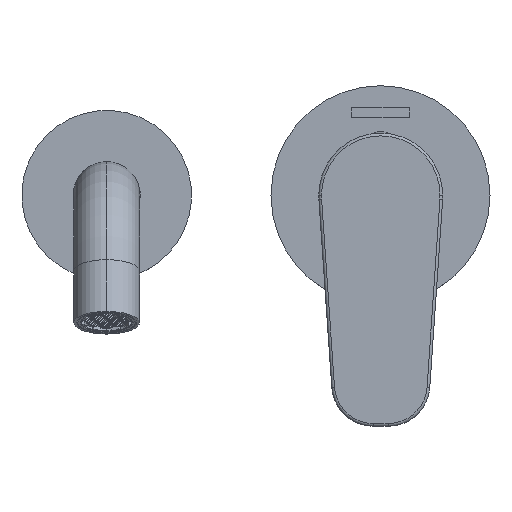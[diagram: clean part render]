
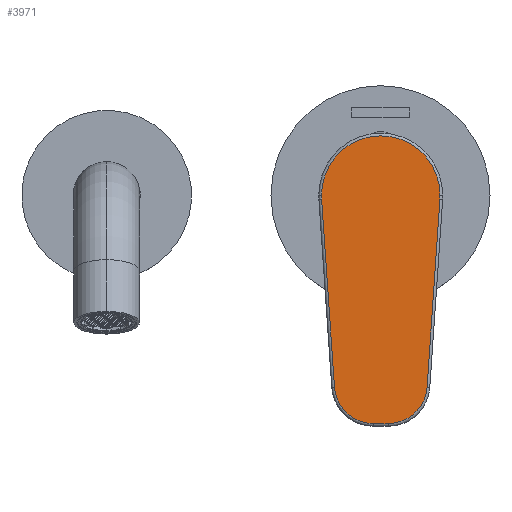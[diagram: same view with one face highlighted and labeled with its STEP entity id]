
A CAD part, top view. The second image highlights one B-rep face of the part: STEP entity #3971.
In plain terms, the highlighted planar face has unit normal (0, 0, 1).
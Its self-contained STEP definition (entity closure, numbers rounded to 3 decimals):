
#451 = CARTESIAN_POINT ( 'NONE',  ( -50.473, -73.973, 112.2 ) ) ;
#533 = CARTESIAN_POINT ( 'NONE',  ( -30.835, -87.202, 112.2 ) ) ;
#1525 = CARTESIAN_POINT ( 'NONE',  ( -11.941, -3.764, 112.2 ) ) ;
#1638 = LINE ( 'NONE', #533, #17832 ) ;
#1837 = EDGE_CURVE ( 'NONE', #11932, #8540, #7695, .T. ) ;
#2060 = AXIS2_PLACEMENT_3D ( 'NONE', #5915, #28623, #31768 ) ;
#2448 = AXIS2_PLACEMENT_3D ( 'NONE', #36231, #13142, #25130 ) ;
#2551 = CARTESIAN_POINT ( 'NONE',  ( -33.57, -3.764, 112.2 ) ) ;
#2621 = CIRCLE ( 'NONE', #16926, 21.629 ) ;
#2733 = CARTESIAN_POINT ( 'NONE',  ( -55.2, -3.764, 112.2 ) ) ;
#2878 = VECTOR ( 'NONE', #15798, 1000. ) ;
#3125 = AXIS2_PLACEMENT_3D ( 'NONE', #29232, #12178, #23624 ) ;
#3971 = ADVANCED_FACE ( 'NONE', ( #25992 ), #4604, .T. ) ;
#4604 = PLANE ( 'NONE',  #2448 ) ;
#4723 = AXIS2_PLACEMENT_3D ( 'NONE', #11773, #23227, #31982 ) ;
#5048 = DIRECTION ( 'NONE',  ( 1., 0., 0. ) ) ;
#5473 = EDGE_CURVE ( 'NONE', #21488, #16360, #2621, .T. ) ;
#5620 = ORIENTED_EDGE ( 'NONE', *, *, #32124, .T. ) ;
#5685 = ORIENTED_EDGE ( 'NONE', *, *, #5473, .T. ) ;
#5720 = ORIENTED_EDGE ( 'NONE', *, *, #31631, .T. ) ;
#5915 = CARTESIAN_POINT ( 'NONE',  ( -33.57, -3.764, 112.2 ) ) ;
#6102 = ORIENTED_EDGE ( 'NONE', *, *, #17340, .T. ) ;
#6181 = VERTEX_POINT ( 'NONE', #34640 ) ;
#6531 = ORIENTED_EDGE ( 'NONE', *, *, #25184, .T. ) ;
#6535 = CIRCLE ( 'NONE', #2060, 21.629 ) ;
#7406 = ORIENTED_EDGE ( 'NONE', *, *, #20854, .T. ) ;
#7667 = EDGE_CURVE ( 'NONE', #16360, #19878, #6535, .T. ) ;
#7695 = CIRCLE ( 'NONE', #3125, 14.2 ) ;
#7757 = CIRCLE ( 'NONE', #22742, 21.629 ) ;
#7983 = DIRECTION ( 'NONE',  ( 0., 0., 1. ) ) ;
#8540 = VERTEX_POINT ( 'NONE', #23983 ) ;
#9284 = LINE ( 'NONE', #14792, #12445 ) ;
#10470 = CARTESIAN_POINT ( 'NONE',  ( -33.57, -3.764, 112.2 ) ) ;
#11773 = CARTESIAN_POINT ( 'NONE',  ( -36.306, -73.002, 112.2 ) ) ;
#11932 = VERTEX_POINT ( 'NONE', #35682 ) ;
#12178 = DIRECTION ( 'NONE',  ( 0., 0., 1. ) ) ;
#12445 = VECTOR ( 'NONE', #20811, 1000. ) ;
#12748 = ORIENTED_EDGE ( 'NONE', *, *, #1837, .T. ) ;
#12802 = CARTESIAN_POINT ( 'NONE',  ( -36.306, -87.202, 112.2 ) ) ;
#13142 = DIRECTION ( 'NONE',  ( 0., 0., 1. ) ) ;
#13829 = LINE ( 'NONE', #20059, #31943 ) ;
#14375 = VERTEX_POINT ( 'NONE', #451 ) ;
#14792 = CARTESIAN_POINT ( 'NONE',  ( -11.96, -5.244, 112.2 ) ) ;
#15144 = CARTESIAN_POINT ( 'NONE',  ( -11.964, -5.313, 112.2 ) ) ;
#15784 = ORIENTED_EDGE ( 'NONE', *, *, #22974, .T. ) ;
#15798 = DIRECTION ( 'NONE',  ( -1., 0., 0. ) ) ;
#16360 = VERTEX_POINT ( 'NONE', #2733 ) ;
#16470 = DIRECTION ( 'NONE',  ( 0., 0., 1. ) ) ;
#16713 = VECTOR ( 'NONE', #30094, 1000. ) ;
#16926 = AXIS2_PLACEMENT_3D ( 'NONE', #10470, #16470, #5048 ) ;
#16944 = VERTEX_POINT ( 'NONE', #15144 ) ;
#17334 = VERTEX_POINT ( 'NONE', #12802 ) ;
#17340 = EDGE_CURVE ( 'NONE', #16944, #32969, #36717, .T. ) ;
#17832 = VECTOR ( 'NONE', #25991, 1000. ) ;
#19494 = ORIENTED_EDGE ( 'NONE', *, *, #7667, .T. ) ;
#19878 = VERTEX_POINT ( 'NONE', #24895 ) ;
#20059 = CARTESIAN_POINT ( 'NONE',  ( -33.57, -5.313, 112.2 ) ) ;
#20811 = DIRECTION ( 'NONE',  ( 0.068, 0.998, 0. ) ) ;
#20854 = EDGE_CURVE ( 'NONE', #6181, #14375, #21676, .T. ) ;
#21488 = VERTEX_POINT ( 'NONE', #1525 ) ;
#21676 = LINE ( 'NONE', #33241, #16713 ) ;
#22742 = AXIS2_PLACEMENT_3D ( 'NONE', #2551, #7983, #28674 ) ;
#22974 = EDGE_CURVE ( 'NONE', #14375, #17334, #29288, .T. ) ;
#23227 = DIRECTION ( 'NONE',  ( 0., 0., 1. ) ) ;
#23624 = DIRECTION ( 'NONE',  ( 1., 0., 0. ) ) ;
#23983 = CARTESIAN_POINT ( 'NONE',  ( -16.668, -73.973, 112.2 ) ) ;
#24895 = CARTESIAN_POINT ( 'NONE',  ( -55.144, -5.313, 112.2 ) ) ;
#25130 = DIRECTION ( 'NONE',  ( 1., 0., 0. ) ) ;
#25184 = EDGE_CURVE ( 'NONE', #32969, #21488, #7757, .T. ) ;
#25991 = DIRECTION ( 'NONE',  ( 1., 0., 0. ) ) ;
#25992 = FACE_OUTER_BOUND ( 'NONE', #27934, .T. ) ;
#27934 = EDGE_LOOP ( 'NONE', ( #12748, #30598, #6102, #6531, #5685, #19494, #5720, #7406, #15784, #5620 ) ) ;
#28623 = DIRECTION ( 'NONE',  ( 0., 0., 1. ) ) ;
#28674 = DIRECTION ( 'NONE',  ( 1., 0., 0. ) ) ;
#29232 = CARTESIAN_POINT ( 'NONE',  ( -30.835, -73.002, 112.2 ) ) ;
#29288 = CIRCLE ( 'NONE', #4723, 14.2 ) ;
#29713 = DIRECTION ( 'NONE',  ( -1., 0., 0. ) ) ;
#30094 = DIRECTION ( 'NONE',  ( 0.068, -0.998, 0. ) ) ;
#30598 = ORIENTED_EDGE ( 'NONE', *, *, #36760, .T. ) ;
#31631 = EDGE_CURVE ( 'NONE', #19878, #6181, #13829, .T. ) ;
#31768 = DIRECTION ( 'NONE',  ( 1., 0., 0. ) ) ;
#31943 = VECTOR ( 'NONE', #29713, 1000. ) ;
#31982 = DIRECTION ( 'NONE',  ( 1., 0., 0. ) ) ;
#32124 = EDGE_CURVE ( 'NONE', #17334, #11932, #1638, .T. ) ;
#32969 = VERTEX_POINT ( 'NONE', #36031 ) ;
#33137 = CARTESIAN_POINT ( 'NONE',  ( -33.57, -5.313, 112.2 ) ) ;
#33241 = CARTESIAN_POINT ( 'NONE',  ( -50.473, -73.973, 112.2 ) ) ;
#34640 = CARTESIAN_POINT ( 'NONE',  ( -55.176, -5.313, 112.2 ) ) ;
#35682 = CARTESIAN_POINT ( 'NONE',  ( -30.835, -87.202, 112.2 ) ) ;
#36031 = CARTESIAN_POINT ( 'NONE',  ( -11.996, -5.313, 112.2 ) ) ;
#36231 = CARTESIAN_POINT ( 'NONE',  ( -33.57, -3.764, 112.2 ) ) ;
#36717 = LINE ( 'NONE', #33137, #2878 ) ;
#36760 = EDGE_CURVE ( 'NONE', #8540, #16944, #9284, .T. ) ;
